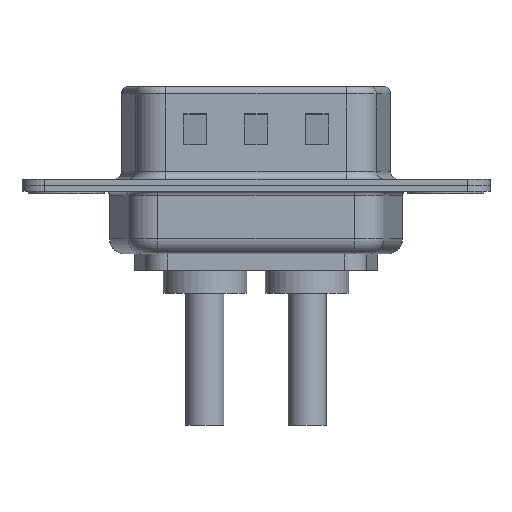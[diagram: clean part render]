
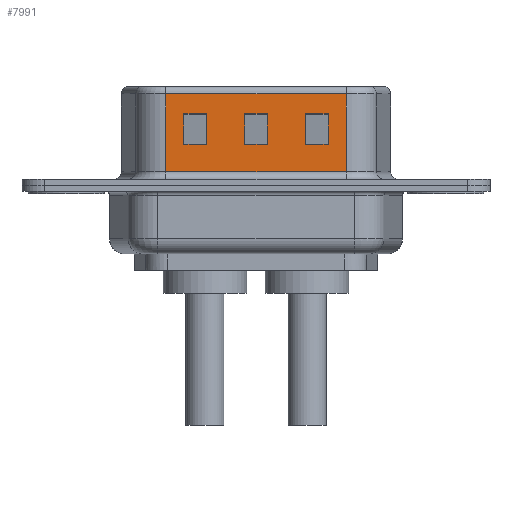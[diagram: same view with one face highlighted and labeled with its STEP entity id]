
A CAD part, front view. The second image highlights one B-rep face of the part: STEP entity #7991.
In plain terms, the highlighted planar face has unit normal (0, -1, 0).
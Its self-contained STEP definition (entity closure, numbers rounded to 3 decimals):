
#131 = DIRECTION ( 'NONE',  ( 1., 0., 0. ) ) ;
#271 = DIRECTION ( 'NONE',  ( -1., 0., 0. ) ) ;
#272 = CARTESIAN_POINT ( 'NONE',  ( 18.45, -4.58, 0.9 ) ) ;
#299 = FACE_BOUND ( 'NONE', #7661, .T. ) ;
#358 = VERTEX_POINT ( 'NONE', #1826 ) ;
#405 = VECTOR ( 'NONE', #1013, 1000. ) ;
#431 = CARTESIAN_POINT ( 'NONE',  ( 14.45, -4.58, 2.705 ) ) ;
#533 = VECTOR ( 'NONE', #3588, 1000. ) ;
#676 = VERTEX_POINT ( 'NONE', #10119 ) ;
#829 = VERTEX_POINT ( 'NONE', #8458 ) ;
#895 = DIRECTION ( 'NONE',  ( 0., 0., 1. ) ) ;
#924 = EDGE_CURVE ( 'NONE', #10819, #358, #10193, .T. ) ;
#927 = VECTOR ( 'NONE', #7709, 1000. ) ;
#1013 = DIRECTION ( 'NONE',  ( 0., 0., 1. ) ) ;
#1067 = CARTESIAN_POINT ( 'NONE',  ( 15.75, -4.58, 6.52 ) ) ;
#1158 = DIRECTION ( 'NONE',  ( 1., 0., 0. ) ) ;
#1161 = VERTEX_POINT ( 'NONE', #5579 ) ;
#1299 = ORIENTED_EDGE ( 'NONE', *, *, #1686, .T. ) ;
#1377 = LINE ( 'NONE', #7284, #8978 ) ;
#1436 = EDGE_LOOP ( 'NONE', ( #5580, #5511, #5442, #3807 ) ) ;
#1521 = LINE ( 'NONE', #1067, #11706 ) ;
#1544 = CARTESIAN_POINT ( 'NONE',  ( 13.25, -4.58, 4.705 ) ) ;
#1607 = ORIENTED_EDGE ( 'NONE', *, *, #12309, .T. ) ;
#1622 = VERTEX_POINT ( 'NONE', #1544 ) ;
#1686 = EDGE_CURVE ( 'NONE', #1161, #829, #1521, .T. ) ;
#1750 = EDGE_LOOP ( 'NONE', ( #6113, #3717, #12498, #3810 ) ) ;
#1785 = LINE ( 'NONE', #9304, #6801 ) ;
#1808 = AXIS2_PLACEMENT_3D ( 'NONE', #7686, #12635, #12592 ) ;
#1826 = CARTESIAN_POINT ( 'NONE',  ( 17.25, -4.58, 2.705 ) ) ;
#1935 = EDGE_CURVE ( 'NONE', #5507, #7983, #12435, .T. ) ;
#2279 = EDGE_CURVE ( 'NONE', #5834, #7801, #6533, .T. ) ;
#2340 = CARTESIAN_POINT ( 'NONE',  ( 7.75, -4.58, 2.705 ) ) ;
#2995 = FACE_BOUND ( 'NONE', #10552, .T. ) ;
#3125 = VERTEX_POINT ( 'NONE', #9764 ) ;
#3175 = VECTOR ( 'NONE', #10209, 1000. ) ;
#3300 = LINE ( 'NONE', #7669, #927 ) ;
#3433 = DIRECTION ( 'NONE',  ( 0., 0., -1. ) ) ;
#3498 = VERTEX_POINT ( 'NONE', #11246 ) ;
#3537 = VERTEX_POINT ( 'NONE', #11035 ) ;
#3588 = DIRECTION ( 'NONE',  ( -1., 0., 0. ) ) ;
#3717 = ORIENTED_EDGE ( 'NONE', *, *, #4314, .T. ) ;
#3761 = VECTOR ( 'NONE', #7569, 1000. ) ;
#3807 = ORIENTED_EDGE ( 'NONE', *, *, #2279, .T. ) ;
#3810 = ORIENTED_EDGE ( 'NONE', *, *, #6387, .T. ) ;
#3818 = LINE ( 'NONE', #10084, #3175 ) ;
#3874 = VECTOR ( 'NONE', #131, 1000. ) ;
#3877 = LINE ( 'NONE', #10426, #533 ) ;
#4222 = CARTESIAN_POINT ( 'NONE',  ( 18.45, -4.58, 4.705 ) ) ;
#4259 = LINE ( 'NONE', #4473, #6257 ) ;
#4314 = EDGE_CURVE ( 'NONE', #3125, #10041, #9028, .T. ) ;
#4473 = CARTESIAN_POINT ( 'NONE',  ( 13.25, -4.58, 6.52 ) ) ;
#4735 = CARTESIAN_POINT ( 'NONE',  ( 11.75, -4.58, 2.705 ) ) ;
#4853 = LINE ( 'NONE', #12784, #405 ) ;
#4959 = VERTEX_POINT ( 'NONE', #4735 ) ;
#4988 = CARTESIAN_POINT ( 'NONE',  ( 6.55, -4.58, 0.9 ) ) ;
#4998 = DIRECTION ( 'NONE',  ( -1., 0., 0. ) ) ;
#5029 = VECTOR ( 'NONE', #7874, 1000. ) ;
#5280 = ORIENTED_EDGE ( 'NONE', *, *, #11577, .T. ) ;
#5368 = FACE_OUTER_BOUND ( 'NONE', #1436, .T. ) ;
#5442 = ORIENTED_EDGE ( 'NONE', *, *, #12742, .T. ) ;
#5507 = VERTEX_POINT ( 'NONE', #11339 ) ;
#5511 = ORIENTED_EDGE ( 'NONE', *, *, #1935, .T. ) ;
#5579 = CARTESIAN_POINT ( 'NONE',  ( 15.75, -4.58, 2.705 ) ) ;
#5580 = ORIENTED_EDGE ( 'NONE', *, *, #11978, .F. ) ;
#5642 = EDGE_CURVE ( 'NONE', #1622, #3537, #4259, .T. ) ;
#5648 = ORIENTED_EDGE ( 'NONE', *, *, #7204, .T. ) ;
#5834 = VERTEX_POINT ( 'NONE', #4988 ) ;
#6113 = ORIENTED_EDGE ( 'NONE', *, *, #11567, .T. ) ;
#6136 = VECTOR ( 'NONE', #271, 1000. ) ;
#6161 = CARTESIAN_POINT ( 'NONE',  ( 9.25, -4.58, 6.52 ) ) ;
#6199 = VECTOR ( 'NONE', #10058, 1000. ) ;
#6257 = VECTOR ( 'NONE', #11231, 1000. ) ;
#6387 = EDGE_CURVE ( 'NONE', #676, #11000, #6988, .T. ) ;
#6393 = EDGE_CURVE ( 'NONE', #4959, #3498, #1377, .T. ) ;
#6533 = LINE ( 'NONE', #9839, #9109 ) ;
#6801 = VECTOR ( 'NONE', #3433, 1000. ) ;
#6988 = LINE ( 'NONE', #7500, #3761 ) ;
#7089 = VECTOR ( 'NONE', #10688, 1000. ) ;
#7204 = EDGE_CURVE ( 'NONE', #829, #10819, #3818, .T. ) ;
#7212 = ORIENTED_EDGE ( 'NONE', *, *, #8435, .T. ) ;
#7226 = CARTESIAN_POINT ( 'NONE',  ( 18.45, -4.58, 6.02 ) ) ;
#7269 = DIRECTION ( 'NONE',  ( 0., 0., 1. ) ) ;
#7284 = CARTESIAN_POINT ( 'NONE',  ( 11.75, -4.58, 6.52 ) ) ;
#7500 = CARTESIAN_POINT ( 'NONE',  ( 14.45, -4.58, 4.705 ) ) ;
#7569 = DIRECTION ( 'NONE',  ( 1., 0., 0. ) ) ;
#7661 = EDGE_LOOP ( 'NONE', ( #8503, #7212, #1299, #5648 ) ) ;
#7669 = CARTESIAN_POINT ( 'NONE',  ( 22.45, -4.58, 2.705 ) ) ;
#7686 = CARTESIAN_POINT ( 'NONE',  ( 18.45, -4.58, 6.52 ) ) ;
#7709 = DIRECTION ( 'NONE',  ( -1., 0., 0. ) ) ;
#7801 = VERTEX_POINT ( 'NONE', #272 ) ;
#7874 = DIRECTION ( 'NONE',  ( 0., 0., -1. ) ) ;
#7883 = CARTESIAN_POINT ( 'NONE',  ( 17.25, -4.58, 6.52 ) ) ;
#7983 = VERTEX_POINT ( 'NONE', #12765 ) ;
#7991 = ADVANCED_FACE ( 'NONE', ( #10523, #299, #2995, #5368 ), #12684, .F. ) ;
#8090 = ORIENTED_EDGE ( 'NONE', *, *, #5642, .T. ) ;
#8435 = EDGE_CURVE ( 'NONE', #358, #1161, #3300, .T. ) ;
#8458 = CARTESIAN_POINT ( 'NONE',  ( 15.75, -4.58, 4.705 ) ) ;
#8503 = ORIENTED_EDGE ( 'NONE', *, *, #924, .T. ) ;
#8750 = CARTESIAN_POINT ( 'NONE',  ( 18.45, -4.58, 6.52 ) ) ;
#8783 = LINE ( 'NONE', #4222, #3874 ) ;
#8978 = VECTOR ( 'NONE', #7269, 1000. ) ;
#9028 = LINE ( 'NONE', #431, #6136 ) ;
#9088 = LINE ( 'NONE', #6161, #6199 ) ;
#9106 = CARTESIAN_POINT ( 'NONE',  ( 9.25, -4.58, 4.705 ) ) ;
#9109 = VECTOR ( 'NONE', #1158, 1000. ) ;
#9196 = ORIENTED_EDGE ( 'NONE', *, *, #6393, .T. ) ;
#9304 = CARTESIAN_POINT ( 'NONE',  ( 6.55, -4.58, 6.52 ) ) ;
#9560 = VECTOR ( 'NONE', #4998, 1000. ) ;
#9764 = CARTESIAN_POINT ( 'NONE',  ( 9.25, -4.58, 2.705 ) ) ;
#9839 = CARTESIAN_POINT ( 'NONE',  ( 18.45, -4.58, 0.9 ) ) ;
#10041 = VERTEX_POINT ( 'NONE', #2340 ) ;
#10058 = DIRECTION ( 'NONE',  ( 0., 0., -1. ) ) ;
#10084 = CARTESIAN_POINT ( 'NONE',  ( 22.45, -4.58, 4.705 ) ) ;
#10119 = CARTESIAN_POINT ( 'NONE',  ( 7.75, -4.58, 4.705 ) ) ;
#10193 = LINE ( 'NONE', #7883, #5029 ) ;
#10209 = DIRECTION ( 'NONE',  ( 1., 0., 0. ) ) ;
#10352 = EDGE_CURVE ( 'NONE', #10041, #676, #4853, .T. ) ;
#10426 = CARTESIAN_POINT ( 'NONE',  ( 18.45, -4.58, 2.705 ) ) ;
#10523 = FACE_BOUND ( 'NONE', #1750, .T. ) ;
#10552 = EDGE_LOOP ( 'NONE', ( #5280, #8090, #1607, #9196 ) ) ;
#10688 = DIRECTION ( 'NONE',  ( 0., 0., -1. ) ) ;
#10755 = CARTESIAN_POINT ( 'NONE',  ( 17.25, -4.58, 4.705 ) ) ;
#10819 = VERTEX_POINT ( 'NONE', #10755 ) ;
#11000 = VERTEX_POINT ( 'NONE', #9106 ) ;
#11035 = CARTESIAN_POINT ( 'NONE',  ( 13.25, -4.58, 2.705 ) ) ;
#11231 = DIRECTION ( 'NONE',  ( 0., 0., -1. ) ) ;
#11246 = CARTESIAN_POINT ( 'NONE',  ( 11.75, -4.58, 4.705 ) ) ;
#11339 = CARTESIAN_POINT ( 'NONE',  ( 18.45, -4.58, 6.02 ) ) ;
#11567 = EDGE_CURVE ( 'NONE', #11000, #3125, #9088, .T. ) ;
#11577 = EDGE_CURVE ( 'NONE', #3498, #1622, #8783, .T. ) ;
#11706 = VECTOR ( 'NONE', #895, 1000. ) ;
#11978 = EDGE_CURVE ( 'NONE', #5507, #7801, #12544, .T. ) ;
#12309 = EDGE_CURVE ( 'NONE', #3537, #4959, #3877, .T. ) ;
#12435 = LINE ( 'NONE', #7226, #9560 ) ;
#12498 = ORIENTED_EDGE ( 'NONE', *, *, #10352, .T. ) ;
#12544 = LINE ( 'NONE', #8750, #7089 ) ;
#12592 = DIRECTION ( 'NONE',  ( 0., 0., 1. ) ) ;
#12635 = DIRECTION ( 'NONE',  ( 0., 1., 0. ) ) ;
#12684 = PLANE ( 'NONE',  #1808 ) ;
#12742 = EDGE_CURVE ( 'NONE', #7983, #5834, #1785, .T. ) ;
#12765 = CARTESIAN_POINT ( 'NONE',  ( 6.55, -4.58, 6.02 ) ) ;
#12784 = CARTESIAN_POINT ( 'NONE',  ( 7.75, -4.58, 6.52 ) ) ;
